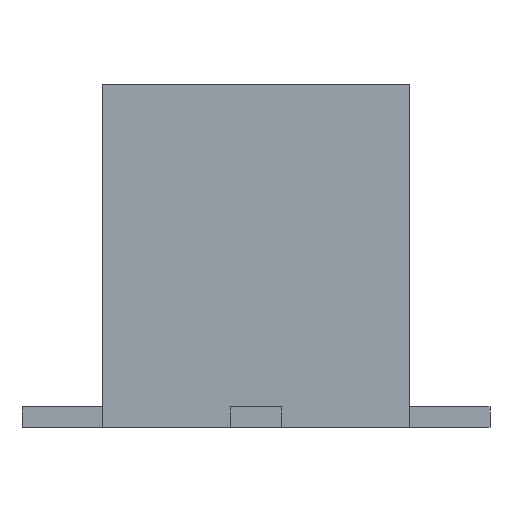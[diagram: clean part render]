
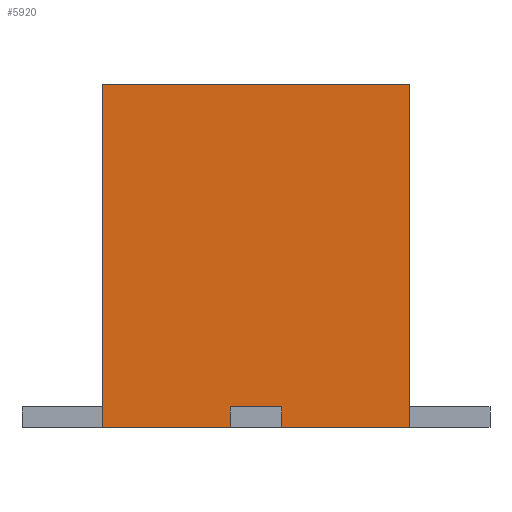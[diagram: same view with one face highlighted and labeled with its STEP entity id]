
A CAD part, front view. The second image highlights one B-rep face of the part: STEP entity #5920.
In plain terms, the highlighted planar face has unit normal (0, -1, 0).
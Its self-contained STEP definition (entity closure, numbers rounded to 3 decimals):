
#1602 = PLANE('',#1603);
#1603 = AXIS2_PLACEMENT_3D('',#1604,#1605,#1606);
#1604 = CARTESIAN_POINT('',(0.,-17.245,0.));
#1605 = DIRECTION('',(-0.,-0.,-1.));
#1606 = DIRECTION('',(-1.,0.,0.));
#2680 = VERTEX_POINT('',#2681);
#2681 = CARTESIAN_POINT('',(30.,-30.,0.));
#2695 = PLANE('',#2696);
#2696 = AXIS2_PLACEMENT_3D('',#2697,#2698,#2699);
#2697 = CARTESIAN_POINT('',(30.,-15.,33.5));
#2698 = DIRECTION('',(1.,0.,0.));
#2699 = DIRECTION('',(0.,0.,1.));
#2707 = EDGE_CURVE('',#2708,#2680,#2710,.T.);
#2708 = VERTEX_POINT('',#2709);
#2709 = CARTESIAN_POINT('',(5.,-30.,0.));
#2710 = SURFACE_CURVE('',#2711,(#2715,#2722),.PCURVE_S1.);
#2711 = LINE('',#2712,#2713);
#2712 = CARTESIAN_POINT('',(-30.,-30.,0.));
#2713 = VECTOR('',#2714,1.);
#2714 = DIRECTION('',(1.,0.,0.));
#2715 = PCURVE('',#1602,#2716);
#2716 = DEFINITIONAL_REPRESENTATION('',(#2717),#2721);
#2717 = LINE('',#2718,#2719);
#2718 = CARTESIAN_POINT('',(30.,-12.755));
#2719 = VECTOR('',#2720,1.);
#2720 = DIRECTION('',(-1.,0.));
#2721 = ( GEOMETRIC_REPRESENTATION_CONTEXT(2) 
PARAMETRIC_REPRESENTATION_CONTEXT() REPRESENTATION_CONTEXT('2D SPACE',''
  ) );
#2722 = PCURVE('',#2723,#2728);
#2723 = PLANE('',#2724);
#2724 = AXIS2_PLACEMENT_3D('',#2725,#2726,#2727);
#2725 = CARTESIAN_POINT('',(0.,-30.,33.5));
#2726 = DIRECTION('',(-0.,-1.,-0.));
#2727 = DIRECTION('',(0.,0.,-1.));
#2728 = DEFINITIONAL_REPRESENTATION('',(#2729),#2733);
#2729 = LINE('',#2730,#2731);
#2730 = CARTESIAN_POINT('',(33.5,-30.));
#2731 = VECTOR('',#2732,1.);
#2732 = DIRECTION('',(0.,1.));
#2733 = ( GEOMETRIC_REPRESENTATION_CONTEXT(2) 
PARAMETRIC_REPRESENTATION_CONTEXT() REPRESENTATION_CONTEXT('2D SPACE',''
  ) );
#2751 = PLANE('',#2752);
#2752 = AXIS2_PLACEMENT_3D('',#2753,#2754,#2755);
#2753 = CARTESIAN_POINT('',(5.,-30.,0.));
#2754 = DIRECTION('',(1.,0.,0.));
#2755 = DIRECTION('',(0.,-1.,0.));
#2792 = VERTEX_POINT('',#2793);
#2793 = CARTESIAN_POINT('',(-5.,-30.,0.));
#2807 = PLANE('',#2808);
#2808 = AXIS2_PLACEMENT_3D('',#2809,#2810,#2811);
#2809 = CARTESIAN_POINT('',(-5.,-45.75,0.));
#2810 = DIRECTION('',(-1.,0.,0.));
#2811 = DIRECTION('',(0.,1.,0.));
#2819 = EDGE_CURVE('',#2820,#2792,#2822,.T.);
#2820 = VERTEX_POINT('',#2821);
#2821 = CARTESIAN_POINT('',(-30.,-30.,0.));
#2822 = SURFACE_CURVE('',#2823,(#2827,#2834),.PCURVE_S1.);
#2823 = LINE('',#2824,#2825);
#2824 = CARTESIAN_POINT('',(-30.,-30.,0.));
#2825 = VECTOR('',#2826,1.);
#2826 = DIRECTION('',(1.,0.,0.));
#2827 = PCURVE('',#1602,#2828);
#2828 = DEFINITIONAL_REPRESENTATION('',(#2829),#2833);
#2829 = LINE('',#2830,#2831);
#2830 = CARTESIAN_POINT('',(30.,-12.755));
#2831 = VECTOR('',#2832,1.);
#2832 = DIRECTION('',(-1.,0.));
#2833 = ( GEOMETRIC_REPRESENTATION_CONTEXT(2) 
PARAMETRIC_REPRESENTATION_CONTEXT() REPRESENTATION_CONTEXT('2D SPACE',''
  ) );
#2834 = PCURVE('',#2723,#2835);
#2835 = DEFINITIONAL_REPRESENTATION('',(#2836),#2840);
#2836 = LINE('',#2837,#2838);
#2837 = CARTESIAN_POINT('',(33.5,-30.));
#2838 = VECTOR('',#2839,1.);
#2839 = DIRECTION('',(0.,1.));
#2840 = ( GEOMETRIC_REPRESENTATION_CONTEXT(2) 
PARAMETRIC_REPRESENTATION_CONTEXT() REPRESENTATION_CONTEXT('2D SPACE',''
  ) );
#2858 = PLANE('',#2859);
#2859 = AXIS2_PLACEMENT_3D('',#2860,#2861,#2862);
#2860 = CARTESIAN_POINT('',(-30.,-15.,33.5));
#2861 = DIRECTION('',(-1.,-0.,-0.));
#2862 = DIRECTION('',(0.,0.,-1.));
#3204 = PLANE('',#3205);
#3205 = AXIS2_PLACEMENT_3D('',#3206,#3207,#3208);
#3206 = CARTESIAN_POINT('',(0.,-8.099,67.));
#3207 = DIRECTION('',(0.,0.,1.));
#3208 = DIRECTION('',(1.,0.,0.));
#5877 = EDGE_CURVE('',#2820,#5878,#5880,.T.);
#5878 = VERTEX_POINT('',#5879);
#5879 = CARTESIAN_POINT('',(-30.,-30.,67.));
#5880 = SURFACE_CURVE('',#5881,(#5885,#5892),.PCURVE_S1.);
#5881 = LINE('',#5882,#5883);
#5882 = CARTESIAN_POINT('',(-30.,-30.,0.));
#5883 = VECTOR('',#5884,1.);
#5884 = DIRECTION('',(0.,0.,1.));
#5885 = PCURVE('',#2858,#5886);
#5886 = DEFINITIONAL_REPRESENTATION('',(#5887),#5891);
#5887 = LINE('',#5888,#5889);
#5888 = CARTESIAN_POINT('',(33.5,15.));
#5889 = VECTOR('',#5890,1.);
#5890 = DIRECTION('',(-1.,0.));
#5891 = ( GEOMETRIC_REPRESENTATION_CONTEXT(2) 
PARAMETRIC_REPRESENTATION_CONTEXT() REPRESENTATION_CONTEXT('2D SPACE',''
  ) );
#5892 = PCURVE('',#2723,#5893);
#5893 = DEFINITIONAL_REPRESENTATION('',(#5894),#5898);
#5894 = LINE('',#5895,#5896);
#5895 = CARTESIAN_POINT('',(33.5,-30.));
#5896 = VECTOR('',#5897,1.);
#5897 = DIRECTION('',(-1.,0.));
#5898 = ( GEOMETRIC_REPRESENTATION_CONTEXT(2) 
PARAMETRIC_REPRESENTATION_CONTEXT() REPRESENTATION_CONTEXT('2D SPACE',''
  ) );
#5920 = ADVANCED_FACE('',(#5921),#2723,.T.);
#5921 = FACE_BOUND('',#5922,.T.);
#5922 = EDGE_LOOP('',(#5923,#5924,#5947,#5968,#5969,#5970,#5993,#6021));
#5923 = ORIENTED_EDGE('',*,*,#2707,.T.);
#5924 = ORIENTED_EDGE('',*,*,#5925,.T.);
#5925 = EDGE_CURVE('',#2680,#5926,#5928,.T.);
#5926 = VERTEX_POINT('',#5927);
#5927 = CARTESIAN_POINT('',(30.,-30.,67.));
#5928 = SURFACE_CURVE('',#5929,(#5933,#5940),.PCURVE_S1.);
#5929 = LINE('',#5930,#5931);
#5930 = CARTESIAN_POINT('',(30.,-30.,30.));
#5931 = VECTOR('',#5932,1.);
#5932 = DIRECTION('',(0.,0.,1.));
#5933 = PCURVE('',#2723,#5934);
#5934 = DEFINITIONAL_REPRESENTATION('',(#5935),#5939);
#5935 = LINE('',#5936,#5937);
#5936 = CARTESIAN_POINT('',(3.5,30.));
#5937 = VECTOR('',#5938,1.);
#5938 = DIRECTION('',(-1.,0.));
#5939 = ( GEOMETRIC_REPRESENTATION_CONTEXT(2) 
PARAMETRIC_REPRESENTATION_CONTEXT() REPRESENTATION_CONTEXT('2D SPACE',''
  ) );
#5940 = PCURVE('',#2695,#5941);
#5941 = DEFINITIONAL_REPRESENTATION('',(#5942),#5946);
#5942 = LINE('',#5943,#5944);
#5943 = CARTESIAN_POINT('',(-3.5,15.));
#5944 = VECTOR('',#5945,1.);
#5945 = DIRECTION('',(1.,0.));
#5946 = ( GEOMETRIC_REPRESENTATION_CONTEXT(2) 
PARAMETRIC_REPRESENTATION_CONTEXT() REPRESENTATION_CONTEXT('2D SPACE',''
  ) );
#5947 = ORIENTED_EDGE('',*,*,#5948,.F.);
#5948 = EDGE_CURVE('',#5878,#5926,#5949,.T.);
#5949 = SURFACE_CURVE('',#5950,(#5954,#5961),.PCURVE_S1.);
#5950 = LINE('',#5951,#5952);
#5951 = CARTESIAN_POINT('',(-30.,-30.,67.));
#5952 = VECTOR('',#5953,1.);
#5953 = DIRECTION('',(1.,0.,0.));
#5954 = PCURVE('',#2723,#5955);
#5955 = DEFINITIONAL_REPRESENTATION('',(#5956),#5960);
#5956 = LINE('',#5957,#5958);
#5957 = CARTESIAN_POINT('',(-33.5,-30.));
#5958 = VECTOR('',#5959,1.);
#5959 = DIRECTION('',(0.,1.));
#5960 = ( GEOMETRIC_REPRESENTATION_CONTEXT(2) 
PARAMETRIC_REPRESENTATION_CONTEXT() REPRESENTATION_CONTEXT('2D SPACE',''
  ) );
#5961 = PCURVE('',#3204,#5962);
#5962 = DEFINITIONAL_REPRESENTATION('',(#5963),#5967);
#5963 = LINE('',#5964,#5965);
#5964 = CARTESIAN_POINT('',(-30.,-21.901));
#5965 = VECTOR('',#5966,1.);
#5966 = DIRECTION('',(1.,0.));
#5967 = ( GEOMETRIC_REPRESENTATION_CONTEXT(2) 
PARAMETRIC_REPRESENTATION_CONTEXT() REPRESENTATION_CONTEXT('2D SPACE',''
  ) );
#5968 = ORIENTED_EDGE('',*,*,#5877,.F.);
#5969 = ORIENTED_EDGE('',*,*,#2819,.T.);
#5970 = ORIENTED_EDGE('',*,*,#5971,.T.);
#5971 = EDGE_CURVE('',#2792,#5972,#5974,.T.);
#5972 = VERTEX_POINT('',#5973);
#5973 = CARTESIAN_POINT('',(-5.,-30.,4.));
#5974 = SURFACE_CURVE('',#5975,(#5979,#5986),.PCURVE_S1.);
#5975 = LINE('',#5976,#5977);
#5976 = CARTESIAN_POINT('',(-5.,-30.,0.));
#5977 = VECTOR('',#5978,1.);
#5978 = DIRECTION('',(0.,0.,1.));
#5979 = PCURVE('',#2723,#5980);
#5980 = DEFINITIONAL_REPRESENTATION('',(#5981),#5985);
#5981 = LINE('',#5982,#5983);
#5982 = CARTESIAN_POINT('',(33.5,-5.));
#5983 = VECTOR('',#5984,1.);
#5984 = DIRECTION('',(-1.,0.));
#5985 = ( GEOMETRIC_REPRESENTATION_CONTEXT(2) 
PARAMETRIC_REPRESENTATION_CONTEXT() REPRESENTATION_CONTEXT('2D SPACE',''
  ) );
#5986 = PCURVE('',#2807,#5987);
#5987 = DEFINITIONAL_REPRESENTATION('',(#5988),#5992);
#5988 = LINE('',#5989,#5990);
#5989 = CARTESIAN_POINT('',(15.75,0.));
#5990 = VECTOR('',#5991,1.);
#5991 = DIRECTION('',(0.,-1.));
#5992 = ( GEOMETRIC_REPRESENTATION_CONTEXT(2) 
PARAMETRIC_REPRESENTATION_CONTEXT() REPRESENTATION_CONTEXT('2D SPACE',''
  ) );
#5993 = ORIENTED_EDGE('',*,*,#5994,.T.);
#5994 = EDGE_CURVE('',#5972,#5995,#5997,.T.);
#5995 = VERTEX_POINT('',#5996);
#5996 = CARTESIAN_POINT('',(5.,-30.,4.));
#5997 = SURFACE_CURVE('',#5998,(#6002,#6009),.PCURVE_S1.);
#5998 = LINE('',#5999,#6000);
#5999 = CARTESIAN_POINT('',(-5.,-30.,4.));
#6000 = VECTOR('',#6001,1.);
#6001 = DIRECTION('',(1.,0.,0.));
#6002 = PCURVE('',#2723,#6003);
#6003 = DEFINITIONAL_REPRESENTATION('',(#6004),#6008);
#6004 = LINE('',#6005,#6006);
#6005 = CARTESIAN_POINT('',(29.5,-5.));
#6006 = VECTOR('',#6007,1.);
#6007 = DIRECTION('',(0.,1.));
#6008 = ( GEOMETRIC_REPRESENTATION_CONTEXT(2) 
PARAMETRIC_REPRESENTATION_CONTEXT() REPRESENTATION_CONTEXT('2D SPACE',''
  ) );
#6009 = PCURVE('',#6010,#6015);
#6010 = PLANE('',#6011);
#6011 = AXIS2_PLACEMENT_3D('',#6012,#6013,#6014);
#6012 = CARTESIAN_POINT('',(0.,-17.245,4.));
#6013 = DIRECTION('',(0.,0.,1.));
#6014 = DIRECTION('',(1.,0.,0.));
#6015 = DEFINITIONAL_REPRESENTATION('',(#6016),#6020);
#6016 = LINE('',#6017,#6018);
#6017 = CARTESIAN_POINT('',(-5.,-12.755));
#6018 = VECTOR('',#6019,1.);
#6019 = DIRECTION('',(1.,0.));
#6020 = ( GEOMETRIC_REPRESENTATION_CONTEXT(2) 
PARAMETRIC_REPRESENTATION_CONTEXT() REPRESENTATION_CONTEXT('2D SPACE',''
  ) );
#6021 = ORIENTED_EDGE('',*,*,#6022,.F.);
#6022 = EDGE_CURVE('',#2708,#5995,#6023,.T.);
#6023 = SURFACE_CURVE('',#6024,(#6028,#6035),.PCURVE_S1.);
#6024 = LINE('',#6025,#6026);
#6025 = CARTESIAN_POINT('',(5.,-30.,0.));
#6026 = VECTOR('',#6027,1.);
#6027 = DIRECTION('',(0.,0.,1.));
#6028 = PCURVE('',#2723,#6029);
#6029 = DEFINITIONAL_REPRESENTATION('',(#6030),#6034);
#6030 = LINE('',#6031,#6032);
#6031 = CARTESIAN_POINT('',(33.5,5.));
#6032 = VECTOR('',#6033,1.);
#6033 = DIRECTION('',(-1.,0.));
#6034 = ( GEOMETRIC_REPRESENTATION_CONTEXT(2) 
PARAMETRIC_REPRESENTATION_CONTEXT() REPRESENTATION_CONTEXT('2D SPACE',''
  ) );
#6035 = PCURVE('',#2751,#6036);
#6036 = DEFINITIONAL_REPRESENTATION('',(#6037),#6041);
#6037 = LINE('',#6038,#6039);
#6038 = CARTESIAN_POINT('',(0.,0.));
#6039 = VECTOR('',#6040,1.);
#6040 = DIRECTION('',(0.,-1.));
#6041 = ( GEOMETRIC_REPRESENTATION_CONTEXT(2) 
PARAMETRIC_REPRESENTATION_CONTEXT() REPRESENTATION_CONTEXT('2D SPACE',''
  ) );
